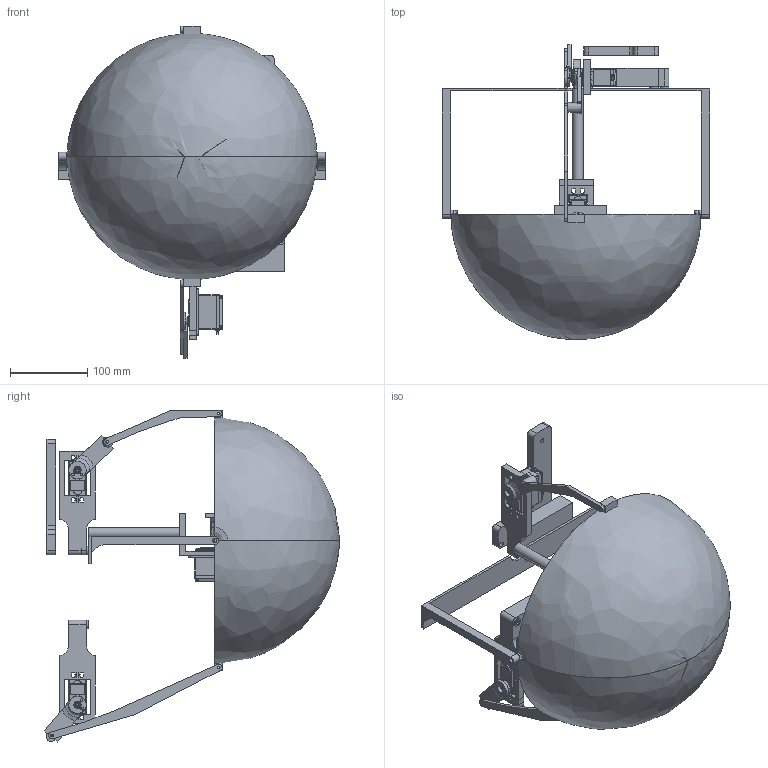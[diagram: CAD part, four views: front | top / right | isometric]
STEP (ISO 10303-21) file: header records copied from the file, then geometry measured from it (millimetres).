
FILE_DESCRIPTION(('FreeCAD Model'),'2;1');
FILE_NAME('Open CASCADE Shape Model','2025-04-26T09:41:33',('FreeCAD'),( 'FreeCAD'),'Open CASCADE STEP processor 7.6','FreeCAD','Unknown');
FILE_SCHEMA(('AUTOMOTIVE_DESIGN { 1 0 10303 214 1 1 1 1 }'));
Products named in the file (1): Open CASCADE STEP translator 7.6 1
Bounding box: 345.19 x 381.12 x 428.55 mm (x, y, z)
Volume: 2823215.2 mm3; surface area: 791870.8 mm2
Topology: 31 solids, 47 shells, 2288 faces, 6141 edges, 3888 vertices
Faces by surface type: bspline 2288
Entity records: 101498 total; most frequent: CARTESIAN_POINT 66891, ORIENTED_EDGE 11960, EDGE_CURVE 5980, B_SPLINE_CURVE_WITH_KNOTS 4045, VERTEX_POINT 3888, FACE_BOUND 2542, EDGE_LOOP 2542, ADVANCED_FACE 2288
